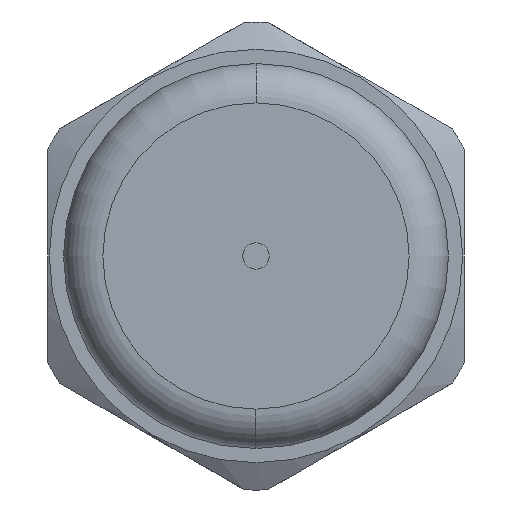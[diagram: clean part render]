
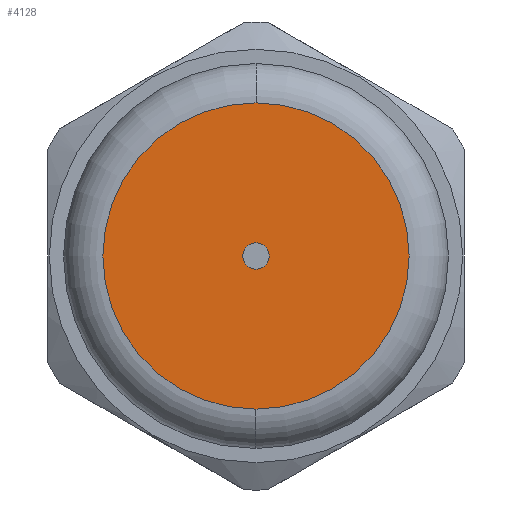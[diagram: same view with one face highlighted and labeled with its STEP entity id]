
A CAD part, left-side view. The second image highlights one B-rep face of the part: STEP entity #4128.
In plain terms, the highlighted planar face has unit normal (-1, 0, 0).
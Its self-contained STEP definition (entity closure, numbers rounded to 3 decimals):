
#285 = CARTESIAN_POINT ( 'NONE',  ( -21.96, 0., 0. ) ) ;
#441 = FACE_BOUND ( 'NONE', #5074, .T. ) ;
#583 = ORIENTED_EDGE ( 'NONE', *, *, #6816, .T. ) ;
#859 = CIRCLE ( 'NONE', #4989, 7. ) ;
#885 = FACE_OUTER_BOUND ( 'NONE', #2365, .T. ) ;
#899 = CIRCLE ( 'NONE', #6116, 0.6 ) ;
#996 = ORIENTED_EDGE ( 'NONE', *, *, #6465, .T. ) ;
#1216 = DIRECTION ( 'NONE',  ( 0., 0., -1. ) ) ;
#1244 = DIRECTION ( 'NONE',  ( -1., 0., 0. ) ) ;
#1296 = CARTESIAN_POINT ( 'NONE',  ( -21.96, -0.6, 0. ) ) ;
#1482 = VERTEX_POINT ( 'NONE', #2703 ) ;
#1490 = DIRECTION ( 'NONE',  ( 0., 0., -1. ) ) ;
#2007 = EDGE_CURVE ( 'NONE', #3703, #6850, #4875, .T. ) ;
#2341 = PLANE ( 'NONE',  #7254 ) ;
#2365 = EDGE_LOOP ( 'NONE', ( #996, #583 ) ) ;
#2437 = ORIENTED_EDGE ( 'NONE', *, *, #2007, .F. ) ;
#2475 = CARTESIAN_POINT ( 'NONE',  ( -21.96, 0., 0. ) ) ;
#2631 = CARTESIAN_POINT ( 'NONE',  ( -21.96, 0., 0.6 ) ) ;
#2703 = CARTESIAN_POINT ( 'NONE',  ( -21.96, 0., -7. ) ) ;
#2823 = EDGE_CURVE ( 'NONE', #6850, #3703, #899, .T. ) ;
#2892 = DIRECTION ( 'NONE',  ( -1., 0., 0. ) ) ;
#3021 = AXIS2_PLACEMENT_3D ( 'NONE', #285, #4414, #1490 ) ;
#3185 = DIRECTION ( 'NONE',  ( 0., 0., -1. ) ) ;
#3451 = DIRECTION ( 'NONE',  ( 0., 0., -1. ) ) ;
#3703 = VERTEX_POINT ( 'NONE', #5401 ) ;
#3964 = ORIENTED_EDGE ( 'NONE', *, *, #2823, .F. ) ;
#4128 = ADVANCED_FACE ( 'NONE', ( #441, #885 ), #2341, .F. ) ;
#4294 = CARTESIAN_POINT ( 'NONE',  ( -21.96, 0., 7. ) ) ;
#4414 = DIRECTION ( 'NONE',  ( -1., 0., 0. ) ) ;
#4875 = CIRCLE ( 'NONE', #7188, 0.6 ) ;
#4931 = DIRECTION ( 'NONE',  ( -1., 0., 0. ) ) ;
#4989 = AXIS2_PLACEMENT_3D ( 'NONE', #6959, #2892, #3451 ) ;
#5074 = EDGE_LOOP ( 'NONE', ( #2437, #3964 ) ) ;
#5401 = CARTESIAN_POINT ( 'NONE',  ( -21.96, 0., -0.6 ) ) ;
#5438 = DIRECTION ( 'NONE',  ( 0., 0., 1. ) ) ;
#5761 = VERTEX_POINT ( 'NONE', #4294 ) ;
#6116 = AXIS2_PLACEMENT_3D ( 'NONE', #2475, #1244, #1216 ) ;
#6465 = EDGE_CURVE ( 'NONE', #1482, #5761, #859, .T. ) ;
#6698 = CARTESIAN_POINT ( 'NONE',  ( -21.96, 0., 0. ) ) ;
#6816 = EDGE_CURVE ( 'NONE', #5761, #1482, #7226, .T. ) ;
#6850 = VERTEX_POINT ( 'NONE', #2631 ) ;
#6959 = CARTESIAN_POINT ( 'NONE',  ( -21.96, 0., 0. ) ) ;
#7076 = DIRECTION ( 'NONE',  ( 1., 0., 0. ) ) ;
#7188 = AXIS2_PLACEMENT_3D ( 'NONE', #6698, #4931, #3185 ) ;
#7226 = CIRCLE ( 'NONE', #3021, 7. ) ;
#7254 = AXIS2_PLACEMENT_3D ( 'NONE', #1296, #7076, #5438 ) ;
